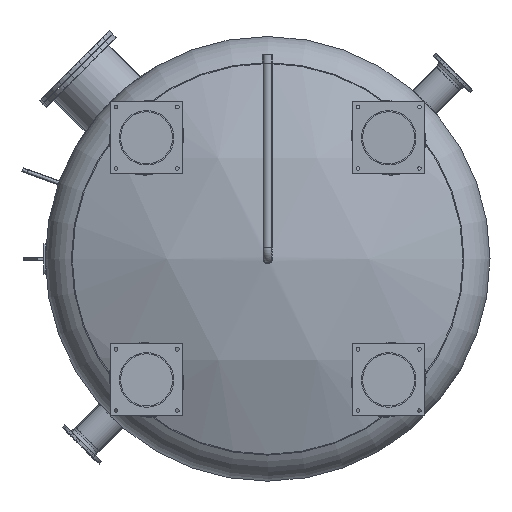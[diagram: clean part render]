
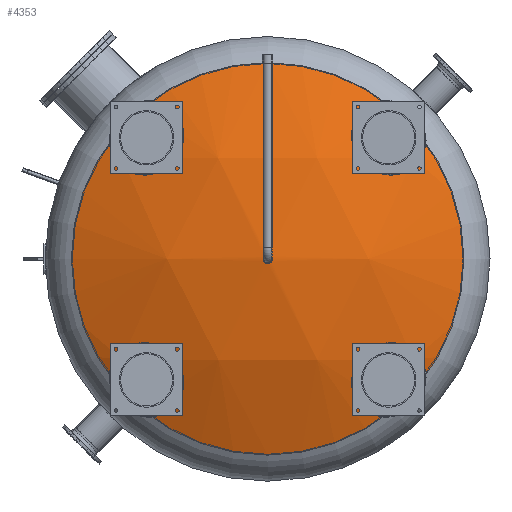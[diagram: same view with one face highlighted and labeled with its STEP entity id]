
A CAD part, front view. The second image highlights one B-rep face of the part: STEP entity #4353.
In plain terms, the highlighted spherical face has radius 2913 mm.
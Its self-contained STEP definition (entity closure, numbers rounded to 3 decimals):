
#397=FACE_BOUND('',#846,.T.);
#578=SPHERICAL_SURFACE('',#5102,2913.);
#606=FACE_OUTER_BOUND('',#845,.T.);
#845=EDGE_LOOP('',(#3025,#3026));
#846=EDGE_LOOP('',(#3027));
#1718=CIRCLE('',#5093,30.15);
#1720=CIRCLE('',#5096,1280.157);
#1721=CIRCLE('',#5097,1280.157);
#2006=VERTEX_POINT('',#7116);
#2008=VERTEX_POINT('',#7122);
#2009=VERTEX_POINT('',#7123);
#2413=EDGE_CURVE('',#2006,#2006,#1718,.T.);
#2416=EDGE_CURVE('',#2008,#2009,#1720,.T.);
#2417=EDGE_CURVE('',#2009,#2008,#1721,.T.);
#3025=ORIENTED_EDGE('',*,*,#2416,.T.);
#3026=ORIENTED_EDGE('',*,*,#2417,.T.);
#3027=ORIENTED_EDGE('',*,*,#2413,.T.);
#4353=ADVANCED_FACE('',(#606,#397),#578,.T.);
#5093=AXIS2_PLACEMENT_3D('',#7117,#5719,#5720);
#5096=AXIS2_PLACEMENT_3D('',#7124,#5726,#5727);
#5097=AXIS2_PLACEMENT_3D('',#7125,#5728,#5729);
#5102=AXIS2_PLACEMENT_3D('',#7133,#5738,#5739);
#5719=DIRECTION('center_axis',(0.,-1.,0.));
#5720=DIRECTION('ref_axis',(1.,0.,0.));
#5726=DIRECTION('center_axis',(0.,1.,0.));
#5727=DIRECTION('ref_axis',(-1.,0.,0.));
#5728=DIRECTION('center_axis',(0.,1.,0.));
#5729=DIRECTION('ref_axis',(-1.,0.,0.));
#5738=DIRECTION('center_axis',(0.,0.,1.));
#5739=DIRECTION('ref_axis',(1.,0.,0.));
#7116=CARTESIAN_POINT('',(-30.15,620.079,0.));
#7117=CARTESIAN_POINT('Origin',(0.,620.079,0.));
#7122=CARTESIAN_POINT('',(-1280.157,323.868,0.));
#7123=CARTESIAN_POINT('',(0.,323.868,-1280.157));
#7124=CARTESIAN_POINT('Origin',(0.,323.868,0.));
#7125=CARTESIAN_POINT('Origin',(0.,323.868,0.));
#7133=CARTESIAN_POINT('Origin',(0.,-2292.765,0.));
